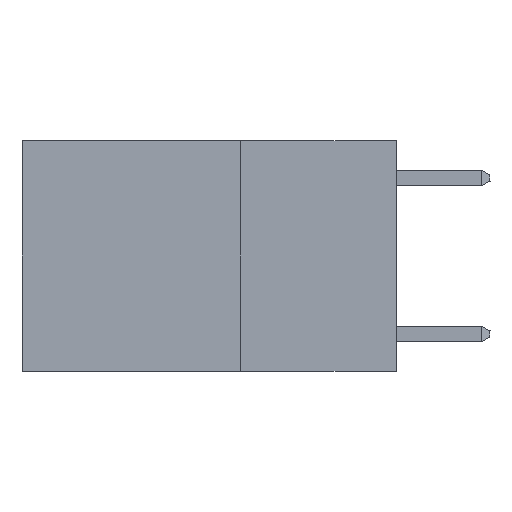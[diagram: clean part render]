
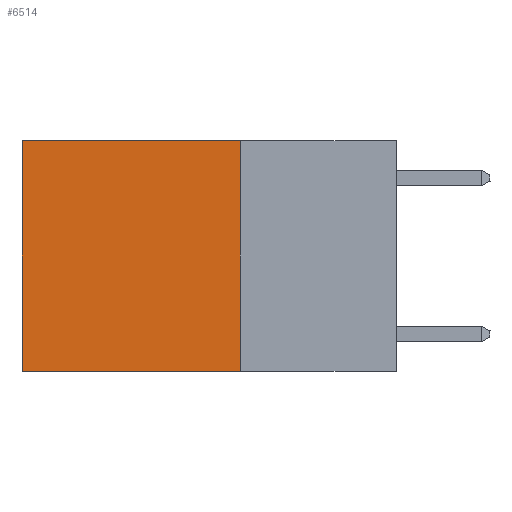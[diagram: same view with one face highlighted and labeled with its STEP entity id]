
A CAD part, left-side view. The second image highlights one B-rep face of the part: STEP entity #6514.
In plain terms, the highlighted planar face has unit normal (-1, 0, 0).
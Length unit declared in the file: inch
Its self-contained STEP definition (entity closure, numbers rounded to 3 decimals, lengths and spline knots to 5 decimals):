
#142 = CARTESIAN_POINT ( 'NONE',  ( 0.2625, 0.6, 0. ) ) ;
#1189 = DIRECTION ( 'NONE',  ( 1., 0., 0. ) ) ;
#1362 = VERTEX_POINT ( 'NONE', #11755 ) ;
#1440 = ORIENTED_EDGE ( 'NONE', *, *, #13280, .F. ) ;
#1478 = DIRECTION ( 'NONE',  ( 0., 0., -1. ) ) ;
#2327 = DIRECTION ( 'NONE',  ( 0., 0., -1. ) ) ;
#4167 = CARTESIAN_POINT ( 'NONE',  ( 0.2625, 0.25, -0.37 ) ) ;
#4559 = CARTESIAN_POINT ( 'NONE',  ( 0.2625, 0.6, 0. ) ) ;
#5018 = FACE_OUTER_BOUND ( 'NONE', #25614, .T. ) ;
#5076 = VECTOR ( 'NONE', #11695, 39.37008 ) ;
#5716 = DIRECTION ( 'NONE',  ( 0., 0., -1. ) ) ;
#6514 = ADVANCED_FACE ( 'NONE', ( #5018 ), #13906, .F. ) ;
#7241 = AXIS2_PLACEMENT_3D ( 'NONE', #19046, #1189, #5716 ) ;
#8618 = CARTESIAN_POINT ( 'NONE',  ( 0.2625, 0.25, 0. ) ) ;
#8847 = ORIENTED_EDGE ( 'NONE', *, *, #10092, .F. ) ;
#10092 = EDGE_CURVE ( 'NONE', #27816, #1362, #22666, .T. ) ;
#11331 = VECTOR ( 'NONE', #21310, 39.37008 ) ;
#11695 = DIRECTION ( 'NONE',  ( 0., 1., 0. ) ) ;
#11755 = CARTESIAN_POINT ( 'NONE',  ( 0.2625, 0.6, -0.37 ) ) ;
#12301 = LINE ( 'NONE', #21512, #14357 ) ;
#13280 = EDGE_CURVE ( 'NONE', #20724, #27816, #12301, .T. ) ;
#13906 = PLANE ( 'NONE',  #7241 ) ;
#14357 = VECTOR ( 'NONE', #1478, 39.37008 ) ;
#14429 = CARTESIAN_POINT ( 'NONE',  ( 0.2625, 0.25, 0. ) ) ;
#14441 = CARTESIAN_POINT ( 'NONE',  ( 0.2625, 0.25, -0.37 ) ) ;
#14823 = EDGE_CURVE ( 'NONE', #28169, #1362, #22524, .T. ) ;
#19046 = CARTESIAN_POINT ( 'NONE',  ( 0.2625, 0.25, 0. ) ) ;
#19191 = VECTOR ( 'NONE', #2327, 39.37008 ) ;
#20724 = VERTEX_POINT ( 'NONE', #8618 ) ;
#21310 = DIRECTION ( 'NONE',  ( 0., 1., 0. ) ) ;
#21512 = CARTESIAN_POINT ( 'NONE',  ( 0.2625, 0.25, 0. ) ) ;
#22524 = LINE ( 'NONE', #142, #19191 ) ;
#22666 = LINE ( 'NONE', #14441, #5076 ) ;
#22763 = ORIENTED_EDGE ( 'NONE', *, *, #14823, .T. ) ;
#25467 = LINE ( 'NONE', #14429, #11331 ) ;
#25614 = EDGE_LOOP ( 'NONE', ( #22763, #8847, #1440, #25861 ) ) ;
#25861 = ORIENTED_EDGE ( 'NONE', *, *, #28881, .T. ) ;
#27816 = VERTEX_POINT ( 'NONE', #4167 ) ;
#28169 = VERTEX_POINT ( 'NONE', #4559 ) ;
#28881 = EDGE_CURVE ( 'NONE', #20724, #28169, #25467, .T. ) ;
